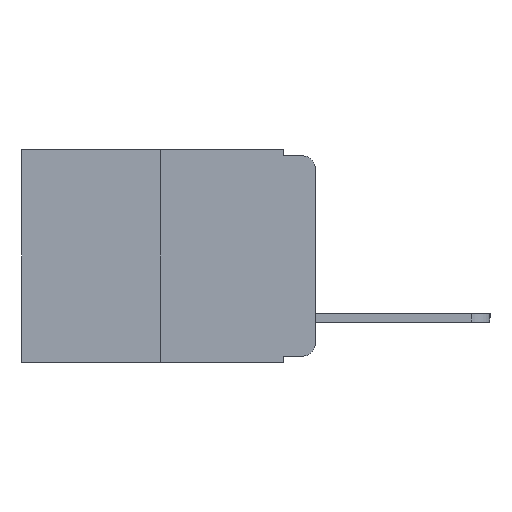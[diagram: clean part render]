
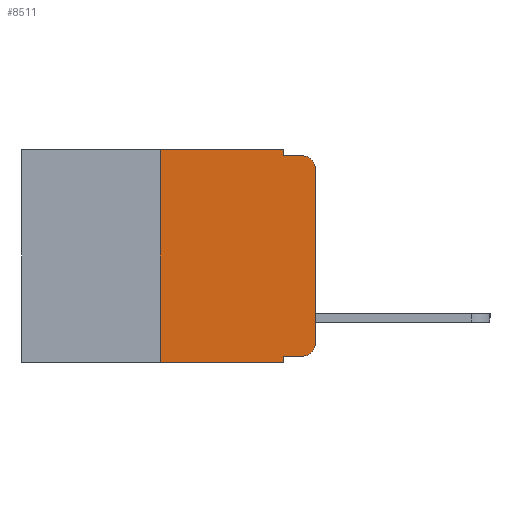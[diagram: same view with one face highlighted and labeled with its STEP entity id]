
A CAD part, left-side view. The second image highlights one B-rep face of the part: STEP entity #8511.
In plain terms, the highlighted planar face has unit normal (-1, 0, 0).
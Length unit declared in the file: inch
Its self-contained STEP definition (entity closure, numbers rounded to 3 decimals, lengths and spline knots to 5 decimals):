
#66 = VERTEX_POINT ( 'NONE', #2152 ) ;
#204 = EDGE_CURVE ( 'NONE', #2599, #12901, #10166, .T. ) ;
#558 = EDGE_CURVE ( 'NONE', #13737, #823, #21818, .T. ) ;
#823 = VERTEX_POINT ( 'NONE', #5024 ) ;
#1532 = VECTOR ( 'NONE', #8043, 39.37008 ) ;
#1725 = DIRECTION ( 'NONE',  ( -1., 0., 0. ) ) ;
#1881 = CARTESIAN_POINT ( 'NONE',  ( 0., 0.051, -0.01 ) ) ;
#2152 = CARTESIAN_POINT ( 'NONE',  ( 0., 0.02, -0.01 ) ) ;
#2599 = VERTEX_POINT ( 'NONE', #20713 ) ;
#2692 = ORIENTED_EDGE ( 'NONE', *, *, #9140, .T. ) ;
#2814 = PLANE ( 'NONE',  #20460 ) ;
#3050 = CIRCLE ( 'NONE', #10585, 0.02 ) ;
#4069 = CARTESIAN_POINT ( 'NONE',  ( 0., 0.02, -0.03 ) ) ;
#4858 = VECTOR ( 'NONE', #12816, 39.37008 ) ;
#4859 = DIRECTION ( 'NONE',  ( 1., 0., 0. ) ) ;
#4945 = VECTOR ( 'NONE', #8494, 39.37008 ) ;
#5024 = CARTESIAN_POINT ( 'NONE',  ( 0., 0.25, 0. ) ) ;
#5251 = LINE ( 'NONE', #9503, #15377 ) ;
#5636 = DIRECTION ( 'NONE',  ( 0., -1., 0. ) ) ;
#5783 = DIRECTION ( 'NONE',  ( 0., 0., 1. ) ) ;
#6070 = DIRECTION ( 'NONE',  ( 0., 0., -1. ) ) ;
#6083 = ORIENTED_EDGE ( 'NONE', *, *, #18916, .T. ) ;
#6340 = CARTESIAN_POINT ( 'NONE',  ( 0., 0.051, -0.01 ) ) ;
#6914 = LINE ( 'NONE', #18879, #1532 ) ;
#7351 = VECTOR ( 'NONE', #8694, 39.37008 ) ;
#7915 = DIRECTION ( 'NONE',  ( 0., -1., 0. ) ) ;
#8043 = DIRECTION ( 'NONE',  ( 0., -1., 0. ) ) ;
#8136 = CARTESIAN_POINT ( 'NONE',  ( 0., 0.25, 0. ) ) ;
#8374 = CARTESIAN_POINT ( 'NONE',  ( 0., 0.25, -0.343 ) ) ;
#8494 = DIRECTION ( 'NONE',  ( 0., 0., -1. ) ) ;
#8511 = ADVANCED_FACE ( 'NONE', ( #9049 ), #2814, .F. ) ;
#8644 = CARTESIAN_POINT ( 'NONE',  ( 0., 0.051, 0. ) ) ;
#8694 = DIRECTION ( 'NONE',  ( 0., 0., 1. ) ) ;
#9049 = FACE_OUTER_BOUND ( 'NONE', #12105, .T. ) ;
#9140 = EDGE_CURVE ( 'NONE', #13737, #12901, #22817, .T. ) ;
#9141 = ORIENTED_EDGE ( 'NONE', *, *, #204, .F. ) ;
#9503 = CARTESIAN_POINT ( 'NONE',  ( 0., 0.473, 0. ) ) ;
#9622 = EDGE_CURVE ( 'NONE', #18125, #20966, #20720, .T. ) ;
#9754 = VECTOR ( 'NONE', #7915, 39.37008 ) ;
#9831 = ORIENTED_EDGE ( 'NONE', *, *, #22023, .T. ) ;
#9905 = CARTESIAN_POINT ( 'NONE',  ( 0., 0.051, 0. ) ) ;
#10166 = LINE ( 'NONE', #8644, #4945 ) ;
#10585 = AXIS2_PLACEMENT_3D ( 'NONE', #13412, #1725, #15273 ) ;
#10596 = EDGE_CURVE ( 'NONE', #2599, #15076, #6914, .T. ) ;
#10695 = CARTESIAN_POINT ( 'NONE',  ( 0., 0., 0. ) ) ;
#11585 = VECTOR ( 'NONE', #22071, 39.37008 ) ;
#11946 = ORIENTED_EDGE ( 'NONE', *, *, #558, .F. ) ;
#12105 = EDGE_LOOP ( 'NONE', ( #6083, #14344, #20605, #16290, #14199, #11946, #2692, #9141, #18540, #9831 ) ) ;
#12679 = CARTESIAN_POINT ( 'NONE',  ( 0., 0., -0.03 ) ) ;
#12784 = CIRCLE ( 'NONE', #21584, 0.02 ) ;
#12816 = DIRECTION ( 'NONE',  ( 0., -1., 0. ) ) ;
#12901 = VERTEX_POINT ( 'NONE', #18575 ) ;
#13045 = EDGE_CURVE ( 'NONE', #20966, #66, #19210, .T. ) ;
#13412 = CARTESIAN_POINT ( 'NONE',  ( 0., 0.02, -0.313 ) ) ;
#13737 = VERTEX_POINT ( 'NONE', #8374 ) ;
#14199 = ORIENTED_EDGE ( 'NONE', *, *, #16665, .F. ) ;
#14344 = ORIENTED_EDGE ( 'NONE', *, *, #17676, .T. ) ;
#14399 = CARTESIAN_POINT ( 'NONE',  ( 0., 0.473, 0. ) ) ;
#14413 = CARTESIAN_POINT ( 'NONE',  ( 0., 0.051, 0. ) ) ;
#15076 = VERTEX_POINT ( 'NONE', #16929 ) ;
#15273 = DIRECTION ( 'NONE',  ( 0., 0., -1. ) ) ;
#15377 = VECTOR ( 'NONE', #5636, 39.37008 ) ;
#16290 = ORIENTED_EDGE ( 'NONE', *, *, #9622, .F. ) ;
#16665 = EDGE_CURVE ( 'NONE', #823, #18125, #5251, .T. ) ;
#16929 = CARTESIAN_POINT ( 'NONE',  ( 0., 0.02, -0.333 ) ) ;
#17279 = DIRECTION ( 'NONE',  ( -1., 0., 0. ) ) ;
#17676 = EDGE_CURVE ( 'NONE', #18139, #66, #12784, .T. ) ;
#17894 = DIRECTION ( 'NONE',  ( 0., 0., -1. ) ) ;
#18125 = VERTEX_POINT ( 'NONE', #14413 ) ;
#18139 = VERTEX_POINT ( 'NONE', #12679 ) ;
#18140 = CARTESIAN_POINT ( 'NONE',  ( 0., 0., -0.313 ) ) ;
#18540 = ORIENTED_EDGE ( 'NONE', *, *, #10596, .T. ) ;
#18575 = CARTESIAN_POINT ( 'NONE',  ( 0., 0.051, -0.343 ) ) ;
#18879 = CARTESIAN_POINT ( 'NONE',  ( 0., 0.051, -0.333 ) ) ;
#18916 = EDGE_CURVE ( 'NONE', #23513, #18139, #21543, .T. ) ;
#19210 = LINE ( 'NONE', #1881, #9754 ) ;
#20460 = AXIS2_PLACEMENT_3D ( 'NONE', #14399, #4859, #17894 ) ;
#20605 = ORIENTED_EDGE ( 'NONE', *, *, #13045, .F. ) ;
#20713 = CARTESIAN_POINT ( 'NONE',  ( 0., 0.051, -0.333 ) ) ;
#20720 = LINE ( 'NONE', #9905, #11585 ) ;
#20966 = VERTEX_POINT ( 'NONE', #6340 ) ;
#21296 = VECTOR ( 'NONE', #5783, 39.37008 ) ;
#21543 = LINE ( 'NONE', #10695, #7351 ) ;
#21584 = AXIS2_PLACEMENT_3D ( 'NONE', #4069, #17279, #6070 ) ;
#21818 = LINE ( 'NONE', #8136, #21296 ) ;
#22023 = EDGE_CURVE ( 'NONE', #15076, #23513, #3050, .T. ) ;
#22071 = DIRECTION ( 'NONE',  ( 0., 0., -1. ) ) ;
#22817 = LINE ( 'NONE', #22955, #4858 ) ;
#22955 = CARTESIAN_POINT ( 'NONE',  ( 0., 0.473, -0.343 ) ) ;
#23513 = VERTEX_POINT ( 'NONE', #18140 ) ;
